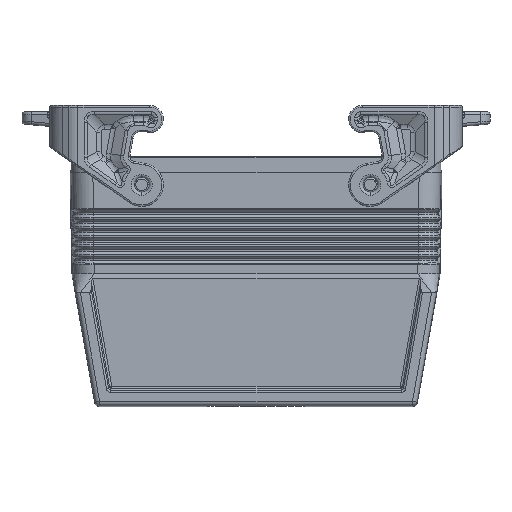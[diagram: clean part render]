
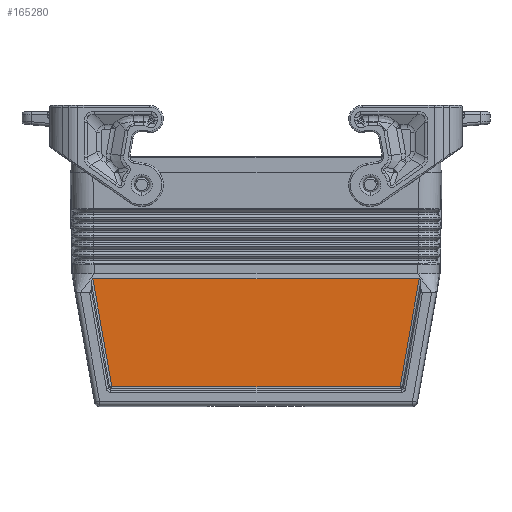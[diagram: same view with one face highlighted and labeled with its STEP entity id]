
A CAD part, front view. The second image highlights one B-rep face of the part: STEP entity #165280.
In plain terms, the highlighted face is planar.
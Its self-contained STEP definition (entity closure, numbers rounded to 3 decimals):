
#59790=CARTESIAN_POINT('',(417.083,44.373,
69.818));
#59800=DIRECTION('',(0.,1.,0.));
#59810=VECTOR('',#59800,1.);
#59820=LINE('',#59790,#59810);
#59830=CARTESIAN_POINT('',(417.083,-16.265,
69.818));
#59840=VERTEX_POINT('',#59830);
#59850=CARTESIAN_POINT('',(417.083,77.078,
69.818));
#59860=VERTEX_POINT('',#59850);
#59870=EDGE_CURVE('',#59840,#59860,#59820,.T.);
#159360=CARTESIAN_POINT('',(417.083,-22.423,
34.87));
#159370=VERTEX_POINT('',#159360);
#159400=CARTESIAN_POINT('',(417.083,44.373,
34.87));
#159410=DIRECTION('',(0.,1.,0.));
#159420=VECTOR('',#159410,1.);
#159430=LINE('',#159400,#159420);
#159440=CARTESIAN_POINT('',(417.083,83.235,
34.87));
#159450=VERTEX_POINT('',#159440);
#159460=EDGE_CURVE('',#159370,#159450,#159430,.T.);
#165070=CARTESIAN_POINT('',(417.083,-12.317,
48.893));
#165080=DIRECTION('',(1.,0.,0.));
#165090=DIRECTION('',(0.,1.,0.));
#165100=AXIS2_PLACEMENT_3D('',#165070,#165080,#165090);
#165110=PLANE('',#165100);
#165120=CARTESIAN_POINT('',(417.083,-26.411,
12.233));
#165130=DIRECTION('',(0.,0.174,
0.985));
#165140=VECTOR('',#165130,1.);
#165150=LINE('',#165120,#165140);
#165160=EDGE_CURVE('',#159370,#59840,#165150,.T.);
#165170=ORIENTED_EDGE('',*,*,#165160,.F.);
#165180=ORIENTED_EDGE('',*,*,#59870,.F.);
#165190=CARTESIAN_POINT('',(417.083,87.223,
12.233));
#165200=DIRECTION('',(0.,-0.174,
0.985));
#165210=VECTOR('',#165200,1.);
#165220=LINE('',#165190,#165210);
#165230=EDGE_CURVE('',#159450,#59860,#165220,.T.);
#165240=ORIENTED_EDGE('',*,*,#165230,.T.);
#165250=ORIENTED_EDGE('',*,*,#159460,.T.);
#165260=EDGE_LOOP('',(#165250,#165240,#165180,#165170));
#165270=FACE_OUTER_BOUND('',#165260,.T.);
#165280=ADVANCED_FACE('',(#165270),#165110,.T.);
